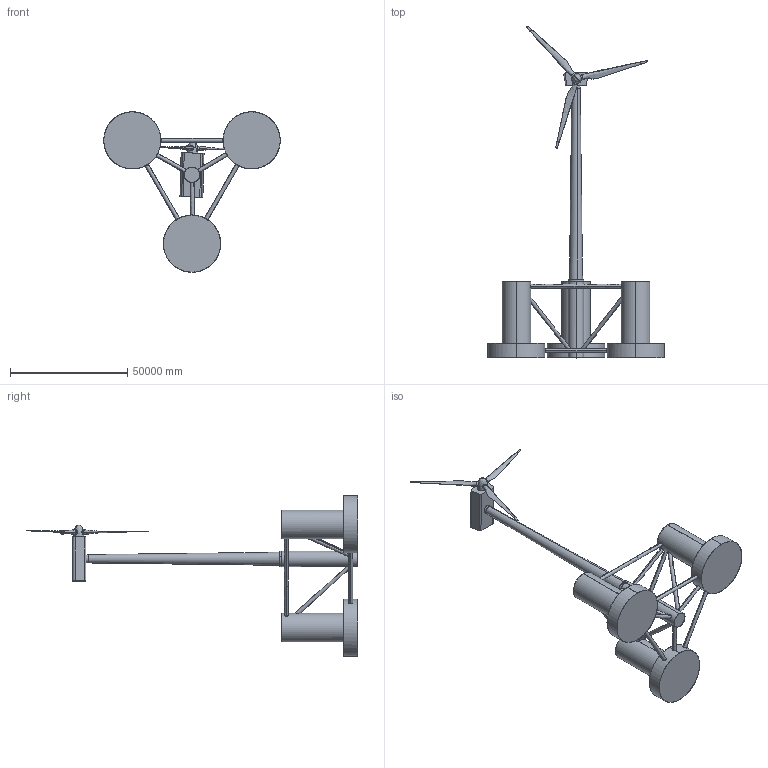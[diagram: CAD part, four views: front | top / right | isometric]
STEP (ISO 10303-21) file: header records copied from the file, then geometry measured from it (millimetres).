
FILE_DESCRIPTION(('FreeCAD Model'),'2;1');
FILE_NAME('Open CASCADE Shape Model','2025-05-05T04:52:40',('FreeCAD'),( 'FreeCAD'),'Open CASCADE STEP processor 7.6','FreeCAD','Unknown');
FILE_SCHEMA(('AUTOMOTIVE_DESIGN { 1 0 10303 214 1 1 1 1 }'));
Products named in the file (1): Open CASCADE STEP translator 7.6 1
Bounding box: 75388.97 x 141680.35 x 68567.52 mm (x, y, z)
Surface area: 23849999023.1 mm2 (no closed solid volume)
Topology: 0 solids, 259 shells, 259 faces, 12289 edges, 12287 vertices
Faces by surface type: bspline 259
Entity records: 147392 total; most frequent: CARTESIAN_POINT 96972, ORIENTED_EDGE 12287, EDGE_CURVE 12287, VERTEX_POINT 12287, B_SPLINE_CURVE_WITH_KNOTS 12175, FACE_BOUND 265, EDGE_LOOP 265, SHELL_BASED_SURFACE_MODEL 259
